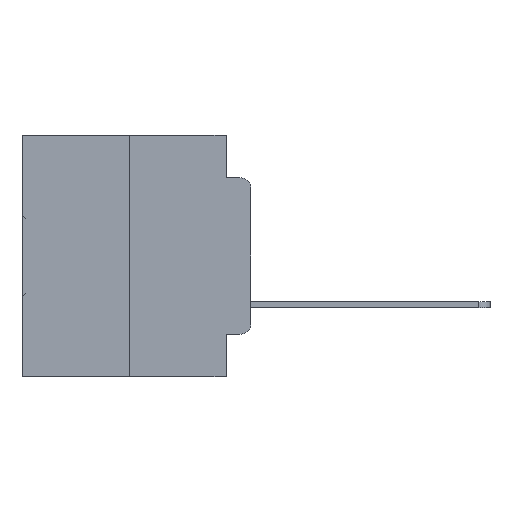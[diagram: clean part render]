
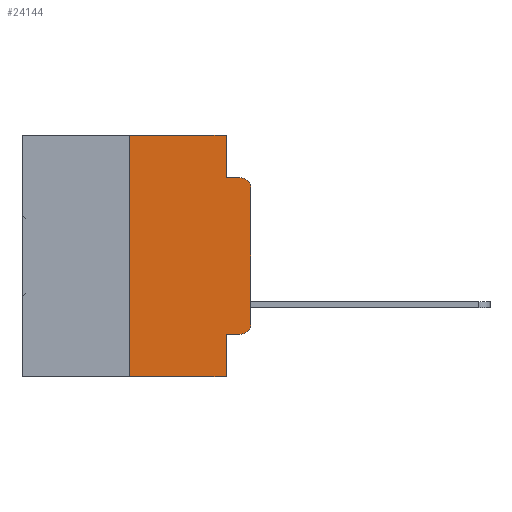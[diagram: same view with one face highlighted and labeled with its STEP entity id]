
A CAD part, left-side view. The second image highlights one B-rep face of the part: STEP entity #24144.
In plain terms, the highlighted planar face has unit normal (-1, 0, 0).
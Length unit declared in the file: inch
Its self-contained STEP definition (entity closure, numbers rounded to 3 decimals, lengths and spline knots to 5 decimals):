
#1018 = DIRECTION ( 'NONE',  ( 0., -1., 0. ) ) ;
#1034 = ORIENTED_EDGE ( 'NONE', *, *, #19833, .T. ) ;
#1128 = CARTESIAN_POINT ( 'NONE',  ( 0., 0., -0.1085 ) ) ;
#1155 = LINE ( 'NONE', #22618, #7730 ) ;
#1407 = EDGE_LOOP ( 'NONE', ( #27143, #1034, #13548, #11101, #31344, #15375, #32371, #30976, #15535, #3856 ) ) ;
#2222 = CARTESIAN_POINT ( 'NONE',  ( 0., 0.25, -0.5 ) ) ;
#3824 = CARTESIAN_POINT ( 'NONE',  ( 0., 0.25, 0. ) ) ;
#3856 = ORIENTED_EDGE ( 'NONE', *, *, #20485, .T. ) ;
#4579 = CARTESIAN_POINT ( 'NONE',  ( 0., 0.02, -0.1085 ) ) ;
#4911 = VERTEX_POINT ( 'NONE', #29537 ) ;
#6779 = CARTESIAN_POINT ( 'NONE',  ( 0., 0., 0. ) ) ;
#6848 = DIRECTION ( 'NONE',  ( 0., 0., -1. ) ) ;
#7298 = VECTOR ( 'NONE', #19127, 39.37008 ) ;
#7394 = DIRECTION ( 'NONE',  ( 0., 0., -1. ) ) ;
#7730 = VECTOR ( 'NONE', #6848, 39.37008 ) ;
#7778 = EDGE_CURVE ( 'NONE', #23182, #28845, #29160, .T. ) ;
#8835 = VERTEX_POINT ( 'NONE', #19188 ) ;
#9254 = CARTESIAN_POINT ( 'NONE',  ( 0., 0.473, -0.5 ) ) ;
#9792 = CARTESIAN_POINT ( 'NONE',  ( 0., 0.051, -0.0885 ) ) ;
#10265 = CIRCLE ( 'NONE', #26687, 0.02 ) ;
#10589 = CARTESIAN_POINT ( 'NONE',  ( 0., 0.02, -0.4115 ) ) ;
#10628 = LINE ( 'NONE', #10727, #23538 ) ;
#10727 = CARTESIAN_POINT ( 'NONE',  ( 0., 0.051, -0.4115 ) ) ;
#11052 = VECTOR ( 'NONE', #17084, 39.37008 ) ;
#11061 = DIRECTION ( 'NONE',  ( -1., 0., 0. ) ) ;
#11101 = ORIENTED_EDGE ( 'NONE', *, *, #20179, .F. ) ;
#12724 = LINE ( 'NONE', #6779, #18772 ) ;
#13548 = ORIENTED_EDGE ( 'NONE', *, *, #20085, .F. ) ;
#14290 = LINE ( 'NONE', #31022, #7298 ) ;
#14657 = DIRECTION ( 'NONE',  ( 0., 0., 1. ) ) ;
#15375 = ORIENTED_EDGE ( 'NONE', *, *, #20194, .F. ) ;
#15535 = ORIENTED_EDGE ( 'NONE', *, *, #20425, .T. ) ;
#15783 = DIRECTION ( 'NONE',  ( 0., 0., -1. ) ) ;
#17084 = DIRECTION ( 'NONE',  ( 0., 0., 1. ) ) ;
#17952 = VERTEX_POINT ( 'NONE', #22875 ) ;
#18366 = LINE ( 'NONE', #29200, #31095 ) ;
#18772 = VECTOR ( 'NONE', #14657, 39.37008 ) ;
#19127 = DIRECTION ( 'NONE',  ( 0., -1., 0. ) ) ;
#19188 = CARTESIAN_POINT ( 'NONE',  ( 0., 0.02, -0.0885 ) ) ;
#19575 = VECTOR ( 'NONE', #26857, 39.37008 ) ;
#19727 = EDGE_CURVE ( 'NONE', #24550, #20223, #12724, .T. ) ;
#19833 = EDGE_CURVE ( 'NONE', #20223, #8835, #10265, .T. ) ;
#20085 = EDGE_CURVE ( 'NONE', #23848, #8835, #14290, .T. ) ;
#20179 = EDGE_CURVE ( 'NONE', #17952, #23848, #32115, .T. ) ;
#20194 = EDGE_CURVE ( 'NONE', #23182, #21957, #25391, .T. ) ;
#20223 = VERTEX_POINT ( 'NONE', #1128 ) ;
#20287 = EDGE_CURVE ( 'NONE', #4911, #28845, #1155, .T. ) ;
#20425 = EDGE_CURVE ( 'NONE', #4911, #24146, #10628, .T. ) ;
#20485 = EDGE_CURVE ( 'NONE', #24146, #24550, #28263, .T. ) ;
#20926 = PLANE ( 'NONE',  #31332 ) ;
#21957 = VERTEX_POINT ( 'NONE', #31953 ) ;
#22014 = DIRECTION ( 'NONE',  ( 0., -1., 0. ) ) ;
#22618 = CARTESIAN_POINT ( 'NONE',  ( 0., 0.051, 0. ) ) ;
#22875 = CARTESIAN_POINT ( 'NONE',  ( 0., 0.051, 0. ) ) ;
#23000 = VECTOR ( 'NONE', #1018, 39.37008 ) ;
#23002 = DIRECTION ( 'NONE',  ( -1., 0., 0. ) ) ;
#23182 = VERTEX_POINT ( 'NONE', #2222 ) ;
#23460 = CARTESIAN_POINT ( 'NONE',  ( 0., 0.473, 0. ) ) ;
#23538 = VECTOR ( 'NONE', #23582, 39.37008 ) ;
#23582 = DIRECTION ( 'NONE',  ( 0., -1., 0. ) ) ;
#23848 = VERTEX_POINT ( 'NONE', #9792 ) ;
#24144 = ADVANCED_FACE ( 'NONE', ( #30395 ), #20926, .F. ) ;
#24146 = VERTEX_POINT ( 'NONE', #10589 ) ;
#24452 = CARTESIAN_POINT ( 'NONE',  ( 0., 0., -0.3915 ) ) ;
#24550 = VERTEX_POINT ( 'NONE', #24452 ) ;
#24955 = AXIS2_PLACEMENT_3D ( 'NONE', #26215, #11061, #28548 ) ;
#25391 = LINE ( 'NONE', #3824, #11052 ) ;
#26215 = CARTESIAN_POINT ( 'NONE',  ( 0., 0.02, -0.3915 ) ) ;
#26687 = AXIS2_PLACEMENT_3D ( 'NONE', #4579, #23002, #7394 ) ;
#26840 = CARTESIAN_POINT ( 'NONE',  ( 0., 0.051, -0.5 ) ) ;
#26857 = DIRECTION ( 'NONE',  ( 0., 0., -1. ) ) ;
#27143 = ORIENTED_EDGE ( 'NONE', *, *, #19727, .T. ) ;
#28263 = CIRCLE ( 'NONE', #24955, 0.02 ) ;
#28548 = DIRECTION ( 'NONE',  ( 0., 0., -1. ) ) ;
#28845 = VERTEX_POINT ( 'NONE', #26840 ) ;
#29160 = LINE ( 'NONE', #9254, #23000 ) ;
#29200 = CARTESIAN_POINT ( 'NONE',  ( 0., 0.473, 0. ) ) ;
#29537 = CARTESIAN_POINT ( 'NONE',  ( 0., 0.051, -0.4115 ) ) ;
#29644 = EDGE_CURVE ( 'NONE', #21957, #17952, #18366, .T. ) ;
#30391 = DIRECTION ( 'NONE',  ( 1., 0., 0. ) ) ;
#30395 = FACE_OUTER_BOUND ( 'NONE', #1407, .T. ) ;
#30976 = ORIENTED_EDGE ( 'NONE', *, *, #20287, .F. ) ;
#31022 = CARTESIAN_POINT ( 'NONE',  ( 0., 0.051, -0.0885 ) ) ;
#31095 = VECTOR ( 'NONE', #22014, 39.37008 ) ;
#31332 = AXIS2_PLACEMENT_3D ( 'NONE', #23460, #30391, #15783 ) ;
#31344 = ORIENTED_EDGE ( 'NONE', *, *, #29644, .F. ) ;
#31409 = CARTESIAN_POINT ( 'NONE',  ( 0., 0.051, 0. ) ) ;
#31953 = CARTESIAN_POINT ( 'NONE',  ( 0., 0.25, 0. ) ) ;
#32115 = LINE ( 'NONE', #31409, #19575 ) ;
#32371 = ORIENTED_EDGE ( 'NONE', *, *, #7778, .T. ) ;
